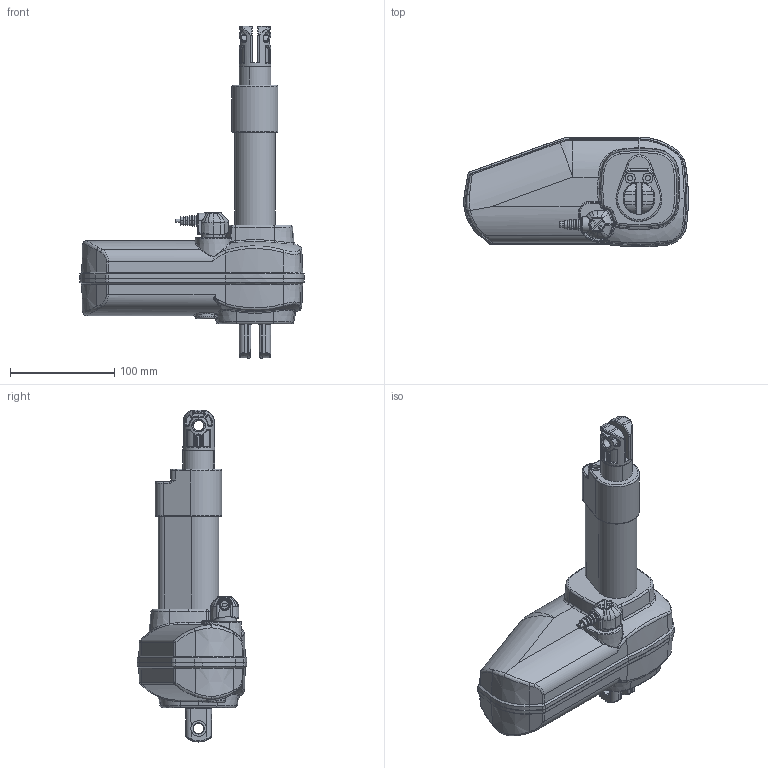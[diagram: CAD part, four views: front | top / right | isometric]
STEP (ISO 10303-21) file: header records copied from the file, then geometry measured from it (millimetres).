
FILE_DESCRIPTION (( 'STEP AP203' ), '1' );
FILE_NAME ('Megamat15.STEP', '2020-01-06T09:36:57', ( '' ), ( '' ), 'SwSTEP 2.0', 'SolidWorks 2018', '' );
FILE_SCHEMA (( 'CONFIG_CONTROL_DESIGN' ));
Length unit declared in the file: millimetre
Products named in the file (1): Megamat15
Bounding box: 216 x 105.61 x 318.9 mm (x, y, z)
Volume: 1643438.5 mm3; surface area: 114090.6 mm2
Topology: 1 solids, 2 shells, 1103 faces, 2679 edges, 1608 vertices
Faces by surface type: bspline 412, cylinder 281, plane 214, cone 132, torus 58, sphere 6
Entity records: 51374 total; most frequent: CARTESIAN_POINT 29045, ORIENTED_EDGE 5348, DIRECTION 3818, EDGE_CURVE 2674, VERTEX_POINT 1608, AXIS2_PLACEMENT_3D 1518, EDGE_LOOP 1146, FACE_OUTER_BOUND 1103
